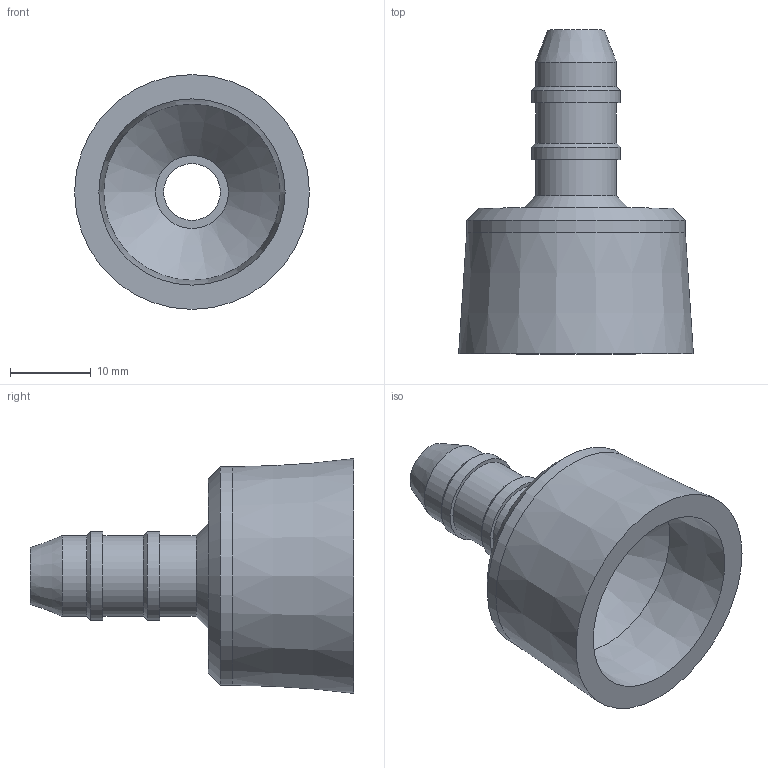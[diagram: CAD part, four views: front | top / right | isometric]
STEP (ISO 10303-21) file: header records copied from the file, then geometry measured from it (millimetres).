
FILE_DESCRIPTION(/* description */ (''),/* implementation_level */ '2;1');
FILE_NAME(/* name */ 'pneumatic-connector-blower-v4.step',/* time_stamp */ '2020-04-02T17:07:00+02:00',/* author */ (''),/* organization */ (''),/* preprocessor_version */ 'ST-DEVELOPER v18',/* originating_system */ 'Autodesk Translation Framework v8.12.0.6',/* authorisation */ '');
FILE_SCHEMA (('AUTOMOTIVE_DESIGN { 1 0 10303 214 3 1 1 }'));
Length unit declared in the file: millimetre
Products named in the file (1): pneumatic-connector-blower-v4
Bounding box: 29 x 40 x 29 mm (x, y, z)
Volume: 6911.7 mm3; surface area: 4585.5 mm2
Topology: 1 solids, 1 shells, 20 faces, 40 edges, 25 vertices
Faces by surface type: cone 8, cylinder 7, plane 5
Full cylindrical faces by diameter (mm): 7 x1, 10 x3, 11 x2, 27 x1
Entity records: 566 total; most frequent: DIRECTION 107, CARTESIAN_POINT 86, ORIENTED_EDGE 80, AXIS2_PLACEMENT_3D 46, EDGE_CURVE 40, EDGE_LOOP 25, CIRCLE 25, VERTEX_POINT 25
